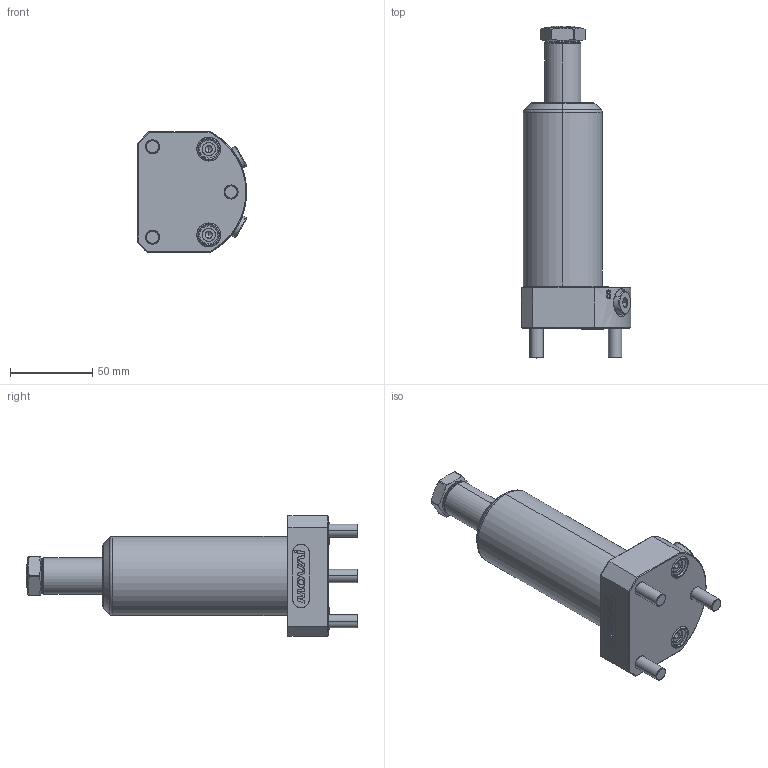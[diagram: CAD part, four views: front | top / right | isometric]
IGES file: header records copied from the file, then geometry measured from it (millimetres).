
Start section: SolidWorks IGES file using analytic representation for surfaces
Global section: file name: MVI-FI322254-60D.igs; native system: SolidWorks 2020; preprocessor: SolidWorks 2020; author: Movai; date: 231101.164011; units: millimetre
Bounding box: 66.41 x 201.5 x 73.15 mm (x, y, z)
Surface area: 53941.8 mm2 (no closed solid volume)
Topology: 0 solids, 0 shells, 393 faces, 5974 edges, 5962 vertices
Faces by surface type: bspline 212, revolution 181
